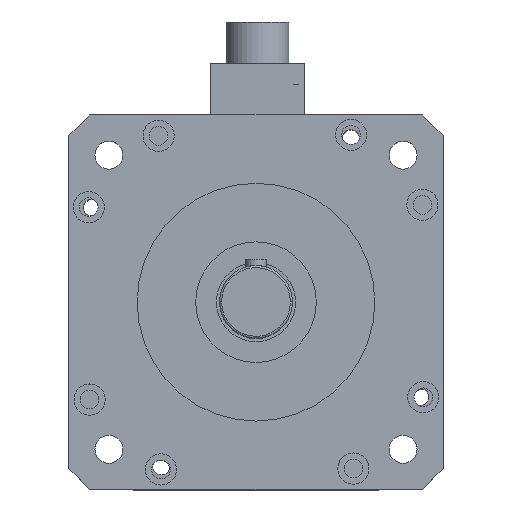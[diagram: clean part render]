
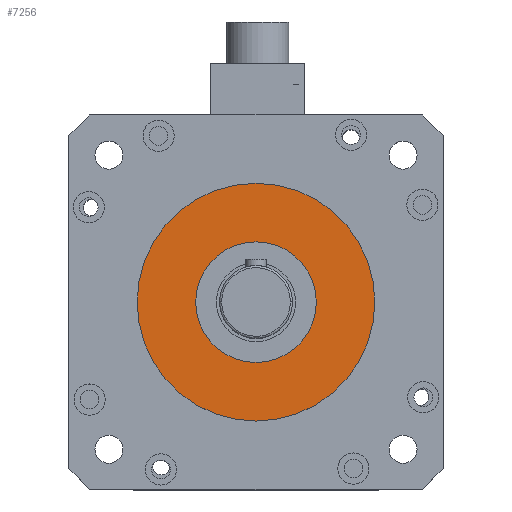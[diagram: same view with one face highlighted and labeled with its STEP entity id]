
A CAD part, top view. The second image highlights one B-rep face of the part: STEP entity #7256.
In plain terms, the highlighted planar face has unit normal (0, 0, 1).
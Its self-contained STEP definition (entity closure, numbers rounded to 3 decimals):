
#164 = DIRECTION ( 'NONE',  ( 1., 0., 0. ) ) ;
#941 = EDGE_LOOP ( 'NONE', ( #9835, #5771 ) ) ;
#1064 = AXIS2_PLACEMENT_3D ( 'NONE', #8313, #11358, #4624 ) ;
#1266 = AXIS2_PLACEMENT_3D ( 'NONE', #1412, #2277, #9009 ) ;
#1412 = CARTESIAN_POINT ( 'NONE',  ( 0., 0., 166.2 ) ) ;
#1664 = CIRCLE ( 'NONE', #1064, 57.15 ) ;
#1713 = DIRECTION ( 'NONE',  ( 0., 0., 1. ) ) ;
#1785 = AXIS2_PLACEMENT_3D ( 'NONE', #10236, #1713, #2696 ) ;
#2277 = DIRECTION ( 'NONE',  ( 0., 0., -1. ) ) ;
#2554 = CARTESIAN_POINT ( 'NONE',  ( 57.15, 0., 166.2 ) ) ;
#2696 = DIRECTION ( 'NONE',  ( 1., 0., 0. ) ) ;
#3192 = AXIS2_PLACEMENT_3D ( 'NONE', #2554, #10024, #9159 ) ;
#3340 = VERTEX_POINT ( 'NONE', #5607 ) ;
#4037 = CIRCLE ( 'NONE', #8426, 29. ) ;
#4624 = DIRECTION ( 'NONE',  ( -1., 0., 0. ) ) ;
#5279 = EDGE_LOOP ( 'NONE', ( #6044, #9497 ) ) ;
#5287 = CARTESIAN_POINT ( 'NONE',  ( -29., 0., 166.2 ) ) ;
#5607 = CARTESIAN_POINT ( 'NONE',  ( 29., 0., 166.2 ) ) ;
#5705 = CARTESIAN_POINT ( 'NONE',  ( 0., 0., 166.2 ) ) ;
#5771 = ORIENTED_EDGE ( 'NONE', *, *, #10347, .F. ) ;
#6044 = ORIENTED_EDGE ( 'NONE', *, *, #11442, .F. ) ;
#6233 = FACE_OUTER_BOUND ( 'NONE', #5279, .T. ) ;
#6254 = VERTEX_POINT ( 'NONE', #5287 ) ;
#7164 = FACE_BOUND ( 'NONE', #941, .T. ) ;
#7256 = ADVANCED_FACE ( 'NONE', ( #6233, #7164 ), #10967, .T. ) ;
#7530 = VERTEX_POINT ( 'NONE', #10106 ) ;
#7629 = EDGE_CURVE ( 'NONE', #3340, #6254, #11137, .T. ) ;
#7868 = CARTESIAN_POINT ( 'NONE',  ( 57.15, 0., 166.2 ) ) ;
#8227 = CIRCLE ( 'NONE', #1266, 57.15 ) ;
#8313 = CARTESIAN_POINT ( 'NONE',  ( 0., 0., 166.2 ) ) ;
#8426 = AXIS2_PLACEMENT_3D ( 'NONE', #5705, #11497, #164 ) ;
#9009 = DIRECTION ( 'NONE',  ( -1., 0., 0. ) ) ;
#9159 = DIRECTION ( 'NONE',  ( 1., 0., 0. ) ) ;
#9497 = ORIENTED_EDGE ( 'NONE', *, *, #11580, .F. ) ;
#9835 = ORIENTED_EDGE ( 'NONE', *, *, #7629, .F. ) ;
#10024 = DIRECTION ( 'NONE',  ( 0., 0., 1. ) ) ;
#10106 = CARTESIAN_POINT ( 'NONE',  ( -57.15, 0., 166.2 ) ) ;
#10236 = CARTESIAN_POINT ( 'NONE',  ( 0., 0., 166.2 ) ) ;
#10347 = EDGE_CURVE ( 'NONE', #6254, #3340, #4037, .T. ) ;
#10763 = VERTEX_POINT ( 'NONE', #7868 ) ;
#10967 = PLANE ( 'NONE',  #3192 ) ;
#11137 = CIRCLE ( 'NONE', #1785, 29. ) ;
#11358 = DIRECTION ( 'NONE',  ( 0., 0., -1. ) ) ;
#11442 = EDGE_CURVE ( 'NONE', #7530, #10763, #8227, .T. ) ;
#11497 = DIRECTION ( 'NONE',  ( 0., 0., 1. ) ) ;
#11580 = EDGE_CURVE ( 'NONE', #10763, #7530, #1664, .T. ) ;
